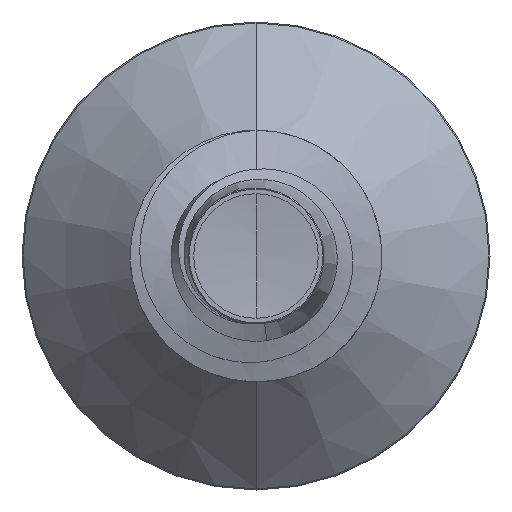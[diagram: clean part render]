
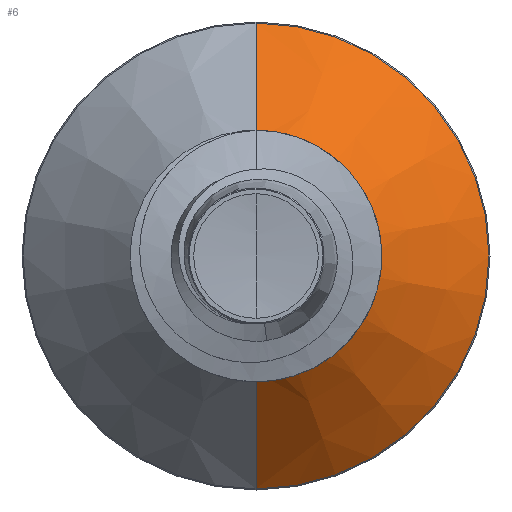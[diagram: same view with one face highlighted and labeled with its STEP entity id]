
A CAD part, front view. The second image highlights one B-rep face of the part: STEP entity #6.
In plain terms, the highlighted conical face has half-angle 45 degrees and reference radius 2.301 mm.
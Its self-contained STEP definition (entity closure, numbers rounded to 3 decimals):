
#6 = ADVANCED_FACE ( 'NONE', ( #1037 ), #923, .T. ) ;
#48 = AXIS2_PLACEMENT_3D ( 'NONE', #6199, #6190, #6172 ) ;
#335 = VECTOR ( 'NONE', #1730, 1000. ) ;
#379 = AXIS2_PLACEMENT_3D ( 'NONE', #5259, #5257, #5249 ) ;
#410 = LINE ( 'NONE', #1743, #335 ) ;
#923 = CONICAL_SURFACE ( 'NONE', #7905, 2.301, 0.785 ) ;
#1037 = FACE_OUTER_BOUND ( 'NONE', #3122, .T. ) ;
#1052 = VERTEX_POINT ( 'NONE', #3071 ) ;
#1730 = DIRECTION ( 'NONE',  ( 0., 0.707, 0.707 ) ) ;
#1743 = CARTESIAN_POINT ( 'NONE',  ( 0., 3.901, 2.301 ) ) ;
#2998 = EDGE_CURVE ( 'NONE', #4375, #8204, #410, .T. ) ;
#3071 = CARTESIAN_POINT ( 'NONE',  ( 0., 3.901, -2.301 ) ) ;
#3122 = EDGE_LOOP ( 'NONE', ( #4213, #4097, #4074, #9271 ) ) ;
#3751 = CARTESIAN_POINT ( 'NONE',  ( 0., 6.228, -4.628 ) ) ;
#4074 = ORIENTED_EDGE ( 'NONE', *, *, #8973, .F. ) ;
#4097 = ORIENTED_EDGE ( 'NONE', *, *, #8994, .T. ) ;
#4213 = ORIENTED_EDGE ( 'NONE', *, *, #8478, .T. ) ;
#4375 = VERTEX_POINT ( 'NONE', #7432 ) ;
#5107 = DIRECTION ( 'NONE',  ( 0., 1., 0. ) ) ;
#5249 = DIRECTION ( 'NONE',  ( 0., 0., 1. ) ) ;
#5257 = DIRECTION ( 'NONE',  ( 0., 1., 0. ) ) ;
#5259 = CARTESIAN_POINT ( 'NONE',  ( 0., 3.901, 0. ) ) ;
#6172 = DIRECTION ( 'NONE',  ( 0., 0., 1. ) ) ;
#6190 = DIRECTION ( 'NONE',  ( 0., 1., 0. ) ) ;
#6199 = CARTESIAN_POINT ( 'NONE',  ( 0., 6.228, 0. ) ) ;
#6205 = DIRECTION ( 'NONE',  ( 0., 0.707, -0.707 ) ) ;
#6233 = CARTESIAN_POINT ( 'NONE',  ( 0., 3.901, -2.301 ) ) ;
#6381 = DIRECTION ( 'NONE',  ( 0., 0., 1. ) ) ;
#7174 = CIRCLE ( 'NONE', #379, 2.301 ) ;
#7432 = CARTESIAN_POINT ( 'NONE',  ( 0., 3.901, 2.301 ) ) ;
#7460 = CARTESIAN_POINT ( 'NONE',  ( 0., 6.228, 4.628 ) ) ;
#7696 = VECTOR ( 'NONE', #6205, 1000. ) ;
#7727 = LINE ( 'NONE', #6233, #7696 ) ;
#7736 = CIRCLE ( 'NONE', #48, 4.628 ) ;
#7905 = AXIS2_PLACEMENT_3D ( 'NONE', #8791, #5107, #6381 ) ;
#8204 = VERTEX_POINT ( 'NONE', #7460 ) ;
#8478 = EDGE_CURVE ( 'NONE', #4375, #1052, #7174, .T. ) ;
#8583 = VERTEX_POINT ( 'NONE', #3751 ) ;
#8791 = CARTESIAN_POINT ( 'NONE',  ( 0., 3.901, 0. ) ) ;
#8973 = EDGE_CURVE ( 'NONE', #8204, #8583, #7736, .T. ) ;
#8994 = EDGE_CURVE ( 'NONE', #1052, #8583, #7727, .T. ) ;
#9271 = ORIENTED_EDGE ( 'NONE', *, *, #2998, .F. ) ;
